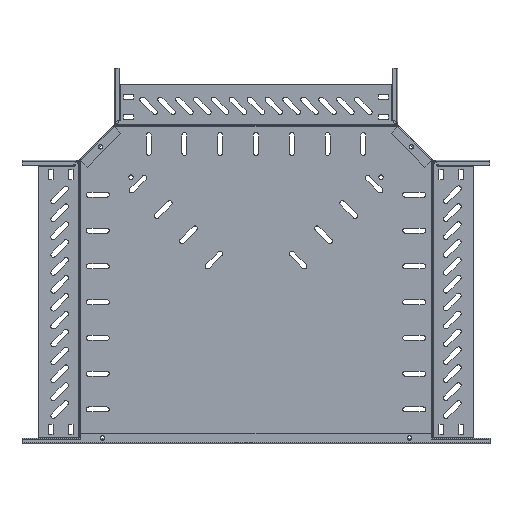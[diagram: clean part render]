
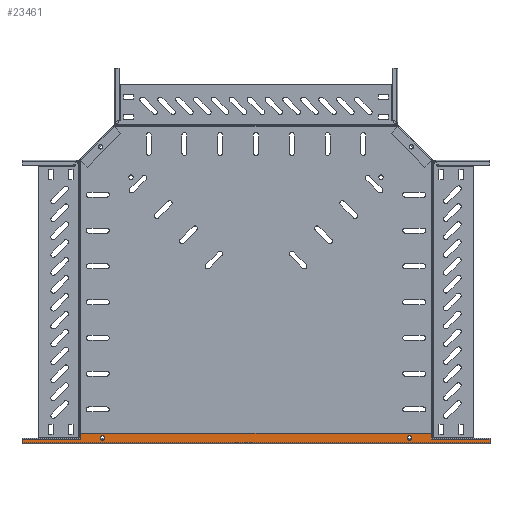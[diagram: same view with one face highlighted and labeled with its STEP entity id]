
A CAD part, front view. The second image highlights one B-rep face of the part: STEP entity #23461.
In plain terms, the highlighted planar face has unit normal (0, -1, 0).
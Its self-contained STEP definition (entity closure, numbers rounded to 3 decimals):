
#160 = DIRECTION ( 'NONE',  ( -1., 0., 0. ) ) ;
#551 = ORIENTED_EDGE ( 'NONE', *, *, #25698, .F. ) ;
#853 = CARTESIAN_POINT ( 'NONE',  ( 1.75, 0., 0. ) ) ;
#1255 = VECTOR ( 'NONE', #23676, 1000. ) ;
#1381 = VERTEX_POINT ( 'NONE', #17757 ) ;
#1566 = ORIENTED_EDGE ( 'NONE', *, *, #23383, .F. ) ;
#1725 = CARTESIAN_POINT ( 'NONE',  ( 15., 0., -327. ) ) ;
#1842 = CARTESIAN_POINT ( 'NONE',  ( 6.75, 0., -654. ) ) ;
#1930 = VECTOR ( 'NONE', #11607, 1000. ) ;
#2170 = CARTESIAN_POINT ( 'NONE',  ( 5.15, 0., -112.25 ) ) ;
#2269 = PLANE ( 'NONE',  #11891 ) ;
#2411 = LINE ( 'NONE', #4097, #14881 ) ;
#3239 = CARTESIAN_POINT ( 'NONE',  ( 15., 0., -572. ) ) ;
#3406 = CARTESIAN_POINT ( 'NONE',  ( 6.75, 0., -572. ) ) ;
#3781 = VERTEX_POINT ( 'NONE', #3406 ) ;
#4097 = CARTESIAN_POINT ( 'NONE',  ( 15., 0., 0. ) ) ;
#4178 = AXIS2_PLACEMENT_3D ( 'NONE', #14134, #25024, #8105 ) ;
#4463 = VERTEX_POINT ( 'NONE', #11284 ) ;
#4676 = EDGE_CURVE ( 'NONE', #21569, #21348, #15154, .T. ) ;
#5274 = CARTESIAN_POINT ( 'NONE',  ( 15., 0., -82. ) ) ;
#5537 = ORIENTED_EDGE ( 'NONE', *, *, #9737, .F. ) ;
#6873 = LINE ( 'NONE', #3239, #1930 ) ;
#6918 = DIRECTION ( 'NONE',  ( 0., 0., 1. ) ) ;
#7068 = CARTESIAN_POINT ( 'NONE',  ( 8.25, 0., -112.25 ) ) ;
#7908 = DIRECTION ( 'NONE',  ( 0., -1., 0. ) ) ;
#8105 = DIRECTION ( 'NONE',  ( -1., 0., 0. ) ) ;
#8196 = ORIENTED_EDGE ( 'NONE', *, *, #8529, .T. ) ;
#8239 = CARTESIAN_POINT ( 'NONE',  ( 15., 0., -82. ) ) ;
#8529 = EDGE_CURVE ( 'NONE', #18646, #13287, #27499, .T. ) ;
#8814 = LINE ( 'NONE', #27284, #13663 ) ;
#9426 = ORIENTED_EDGE ( 'NONE', *, *, #19355, .F. ) ;
#9617 = CIRCLE ( 'NONE', #13192, 3.1 ) ;
#9633 = AXIS2_PLACEMENT_3D ( 'NONE', #19577, #12988, #21511 ) ;
#9737 = EDGE_CURVE ( 'NONE', #1381, #21569, #8814, .T. ) ;
#10564 = CARTESIAN_POINT ( 'NONE',  ( 1.75, 0., -654. ) ) ;
#10597 = EDGE_CURVE ( 'NONE', #13287, #18646, #9617, .T. ) ;
#11284 = CARTESIAN_POINT ( 'NONE',  ( 6.75, 0., 0. ) ) ;
#11607 = DIRECTION ( 'NONE',  ( -1., 0., 0. ) ) ;
#11658 = EDGE_LOOP ( 'NONE', ( #21016, #8196 ) ) ;
#11705 = VECTOR ( 'NONE', #24631, 1000. ) ;
#11815 = EDGE_CURVE ( 'NONE', #14197, #4463, #15592, .T. ) ;
#11891 = AXIS2_PLACEMENT_3D ( 'NONE', #17216, #19300, #160 ) ;
#12660 = EDGE_LOOP ( 'NONE', ( #551, #19537 ) ) ;
#12779 = ORIENTED_EDGE ( 'NONE', *, *, #4676, .F. ) ;
#12876 = FACE_OUTER_BOUND ( 'NONE', #15776, .T. ) ;
#12988 = DIRECTION ( 'NONE',  ( 0., 1., 0. ) ) ;
#13003 = FACE_BOUND ( 'NONE', #11658, .T. ) ;
#13192 = AXIS2_PLACEMENT_3D ( 'NONE', #7068, #23980, #26227 ) ;
#13264 = ORIENTED_EDGE ( 'NONE', *, *, #11815, .T. ) ;
#13272 = CARTESIAN_POINT ( 'NONE',  ( 11.35, 0., -112.25 ) ) ;
#13287 = VERTEX_POINT ( 'NONE', #2170 ) ;
#13663 = VECTOR ( 'NONE', #21501, 1000. ) ;
#14134 = CARTESIAN_POINT ( 'NONE',  ( 8.25, 0., -541.75 ) ) ;
#14169 = AXIS2_PLACEMENT_3D ( 'NONE', #25221, #7908, #16140 ) ;
#14197 = VERTEX_POINT ( 'NONE', #24125 ) ;
#14881 = VECTOR ( 'NONE', #19052, 1000. ) ;
#15141 = ORIENTED_EDGE ( 'NONE', *, *, #17899, .T. ) ;
#15154 = LINE ( 'NONE', #25920, #1255 ) ;
#15592 = LINE ( 'NONE', #24384, #27419 ) ;
#15736 = VECTOR ( 'NONE', #24543, 1000. ) ;
#15776 = EDGE_LOOP ( 'NONE', ( #19590, #13264, #24420, #12779, #5537, #1566, #9426, #15141 ) ) ;
#16113 = LINE ( 'NONE', #1725, #11705 ) ;
#16140 = DIRECTION ( 'NONE',  ( -1., 0., 0. ) ) ;
#17216 = CARTESIAN_POINT ( 'NONE',  ( 15., 0., -327. ) ) ;
#17219 = VERTEX_POINT ( 'NONE', #8239 ) ;
#17749 = CIRCLE ( 'NONE', #14169, 3.1 ) ;
#17757 = CARTESIAN_POINT ( 'NONE',  ( 6.75, 0., -654. ) ) ;
#17899 = EDGE_CURVE ( 'NONE', #17955, #17219, #16113, .T. ) ;
#17955 = VERTEX_POINT ( 'NONE', #18357 ) ;
#18087 = EDGE_CURVE ( 'NONE', #4463, #21348, #2411, .T. ) ;
#18279 = EDGE_CURVE ( 'NONE', #20633, #24140, #25581, .T. ) ;
#18357 = CARTESIAN_POINT ( 'NONE',  ( 15., 0., -572. ) ) ;
#18646 = VERTEX_POINT ( 'NONE', #13272 ) ;
#19052 = DIRECTION ( 'NONE',  ( -1., 0., 0. ) ) ;
#19161 = EDGE_CURVE ( 'NONE', #17219, #14197, #22733, .T. ) ;
#19300 = DIRECTION ( 'NONE',  ( 0., 1., 0. ) ) ;
#19355 = EDGE_CURVE ( 'NONE', #17955, #3781, #6873, .T. ) ;
#19495 = VECTOR ( 'NONE', #23093, 1000. ) ;
#19537 = ORIENTED_EDGE ( 'NONE', *, *, #18279, .F. ) ;
#19577 = CARTESIAN_POINT ( 'NONE',  ( 8.25, 0., -112.25 ) ) ;
#19590 = ORIENTED_EDGE ( 'NONE', *, *, #19161, .T. ) ;
#20633 = VERTEX_POINT ( 'NONE', #20881 ) ;
#20881 = CARTESIAN_POINT ( 'NONE',  ( 11.35, 0., -541.75 ) ) ;
#21016 = ORIENTED_EDGE ( 'NONE', *, *, #10597, .T. ) ;
#21348 = VERTEX_POINT ( 'NONE', #853 ) ;
#21403 = FACE_BOUND ( 'NONE', #12660, .T. ) ;
#21501 = DIRECTION ( 'NONE',  ( -1., 0., 0. ) ) ;
#21511 = DIRECTION ( 'NONE',  ( -1., 0., 0. ) ) ;
#21569 = VERTEX_POINT ( 'NONE', #10564 ) ;
#22733 = LINE ( 'NONE', #5274, #15736 ) ;
#22758 = CARTESIAN_POINT ( 'NONE',  ( 5.15, 0., -541.75 ) ) ;
#23093 = DIRECTION ( 'NONE',  ( 0., 0., -1. ) ) ;
#23383 = EDGE_CURVE ( 'NONE', #3781, #1381, #25047, .T. ) ;
#23461 = ADVANCED_FACE ( 'NONE', ( #13003, #12876, #21403 ), #2269, .F. ) ;
#23676 = DIRECTION ( 'NONE',  ( 0., 0., 1. ) ) ;
#23980 = DIRECTION ( 'NONE',  ( 0., 1., 0. ) ) ;
#24125 = CARTESIAN_POINT ( 'NONE',  ( 6.75, 0., -82. ) ) ;
#24140 = VERTEX_POINT ( 'NONE', #22758 ) ;
#24384 = CARTESIAN_POINT ( 'NONE',  ( 6.75, 0., 0. ) ) ;
#24420 = ORIENTED_EDGE ( 'NONE', *, *, #18087, .T. ) ;
#24543 = DIRECTION ( 'NONE',  ( -1., 0., 0. ) ) ;
#24631 = DIRECTION ( 'NONE',  ( 0., 0., 1. ) ) ;
#25024 = DIRECTION ( 'NONE',  ( 0., -1., 0. ) ) ;
#25047 = LINE ( 'NONE', #1842, #19495 ) ;
#25221 = CARTESIAN_POINT ( 'NONE',  ( 8.25, 0., -541.75 ) ) ;
#25581 = CIRCLE ( 'NONE', #4178, 3.1 ) ;
#25698 = EDGE_CURVE ( 'NONE', #24140, #20633, #17749, .T. ) ;
#25920 = CARTESIAN_POINT ( 'NONE',  ( 1.75, 0., -327. ) ) ;
#26227 = DIRECTION ( 'NONE',  ( -1., 0., 0. ) ) ;
#27284 = CARTESIAN_POINT ( 'NONE',  ( 15., 0., -654. ) ) ;
#27419 = VECTOR ( 'NONE', #6918, 1000. ) ;
#27499 = CIRCLE ( 'NONE', #9633, 3.1 ) ;
